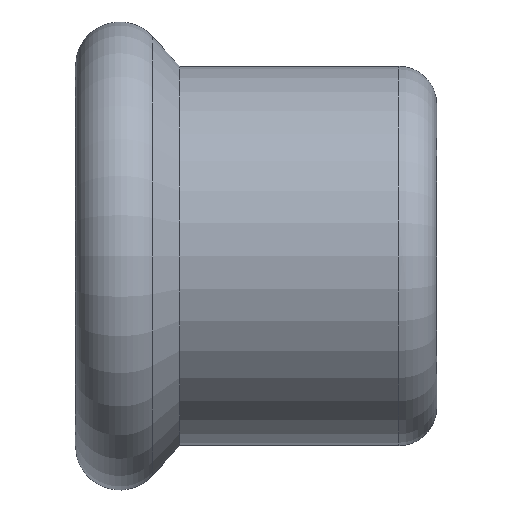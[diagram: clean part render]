
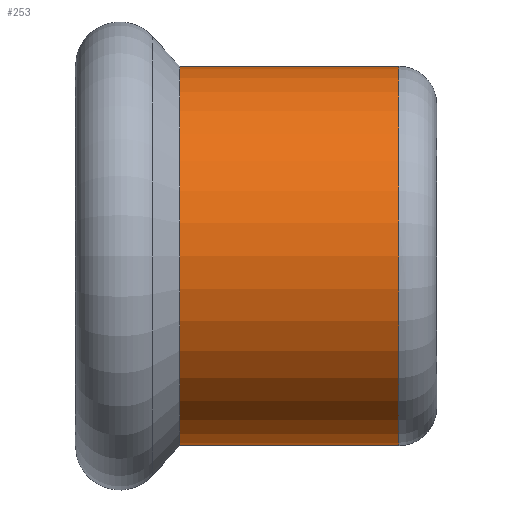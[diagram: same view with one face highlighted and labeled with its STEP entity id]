
A CAD part, front view. The second image highlights one B-rep face of the part: STEP entity #253.
In plain terms, the highlighted cylindrical face has radius 12.6 mm (diameter 25.2 mm), a full revolution.
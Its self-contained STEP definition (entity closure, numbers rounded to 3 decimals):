
#27=FACE_BOUND($,#85,.T.);
#40=CYLINDRICAL_SURFACE($,#289,12.6);
#58=FACE_OUTER_BOUND($,#84,.T.);
#84=EDGE_LOOP($,(#213));
#85=EDGE_LOOP($,(#214));
#120=CIRCLE($,#288,12.6);
#121=CIRCLE($,#290,12.6);
#141=VERTEX_POINT($,#446);
#142=VERTEX_POINT($,#449);
#167=EDGE_CURVE($,#141,#141,#120,.T.);
#168=EDGE_CURVE($,#142,#142,#121,.T.);
#213=ORIENTED_EDGE($,*,*,#168,.F.);
#214=ORIENTED_EDGE($,*,*,#167,.T.);
#253=ADVANCED_FACE($,(#58,#27),#40,.T.);
#288=AXIS2_PLACEMENT_3D($,#447,#362,#363);
#289=AXIS2_PLACEMENT_3D($,#448,#364,#365);
#290=AXIS2_PLACEMENT_3D($,#450,#366,#367);
#362=DIRECTION('center_axis',(-1.,0.,0.));
#363=DIRECTION('ref_axis',(0.,-1.,0.));
#364=DIRECTION('center_axis',(-1.,0.,0.));
#365=DIRECTION('ref_axis',(0.,-1.,0.));
#366=DIRECTION('center_axis',(-1.,0.,0.));
#367=DIRECTION('ref_axis',(0.,-1.,0.));
#446=CARTESIAN_POINT('',(21.5,-12.6,0.));
#447=CARTESIAN_POINT('Origin',(21.5,0.,0.));
#448=CARTESIAN_POINT('Origin',(14.21,0.,0.));
#449=CARTESIAN_POINT('',(6.92,-12.6,0.));
#450=CARTESIAN_POINT('Origin',(6.92,0.,0.));
